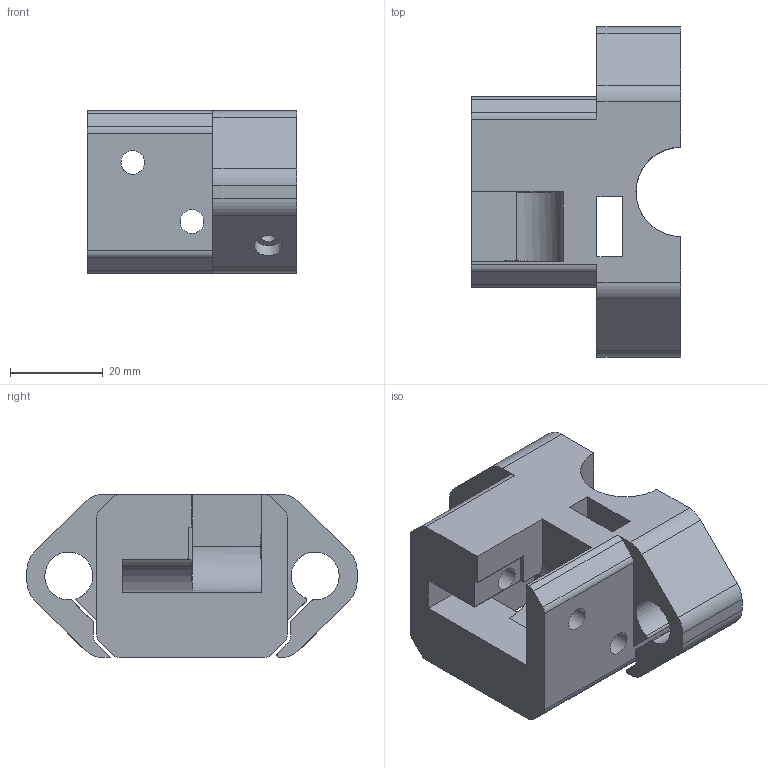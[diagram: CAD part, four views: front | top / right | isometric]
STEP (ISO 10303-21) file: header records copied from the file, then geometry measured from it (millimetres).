
FILE_DESCRIPTION(/* description */ ('STEP AP214'),/* implementation_level */ '2;1');
FILE_NAME(/* name */ '604549876222dc1581ee606c',/* time_stamp */ '2021-03-07T21:45:45+00:00',/* author */ (''),/* organization */ (''),/* preprocessor_version */ 'ST-DEVELOPER v18.1',/* originating_system */ ' ',/* authorisation */ ' ');
FILE_SCHEMA (('AUTOMOTIVE_DESIGN {1 0 10303 214 3 1 1}'));
Length unit declared in the file: metre
Products named in the file (1): Y_carriage_body
Bounding box: 45 x 71 x 35 mm (x, y, z)
Volume: 48360.8 mm3; surface area: 18398.8 mm2
Topology: 1 solids, 1 shells, 118 faces, 323 edges, 213 vertices
Faces by surface type: plane 65, cylinder 46, cone 7
Full cylindrical faces by diameter (mm): 3.2 x4, 3.5 x4, 4.1 x4, 5.1 x4, 6 x2
Entity records: 3663 total; most frequent: DIRECTION 633, CARTESIAN_POINT 625, ORIENTED_EDGE 584, EDGE_CURVE 292, AXIS2_PLACEMENT_3D 223, VERTEX_POINT 211, LINE 187, VECTOR 187
